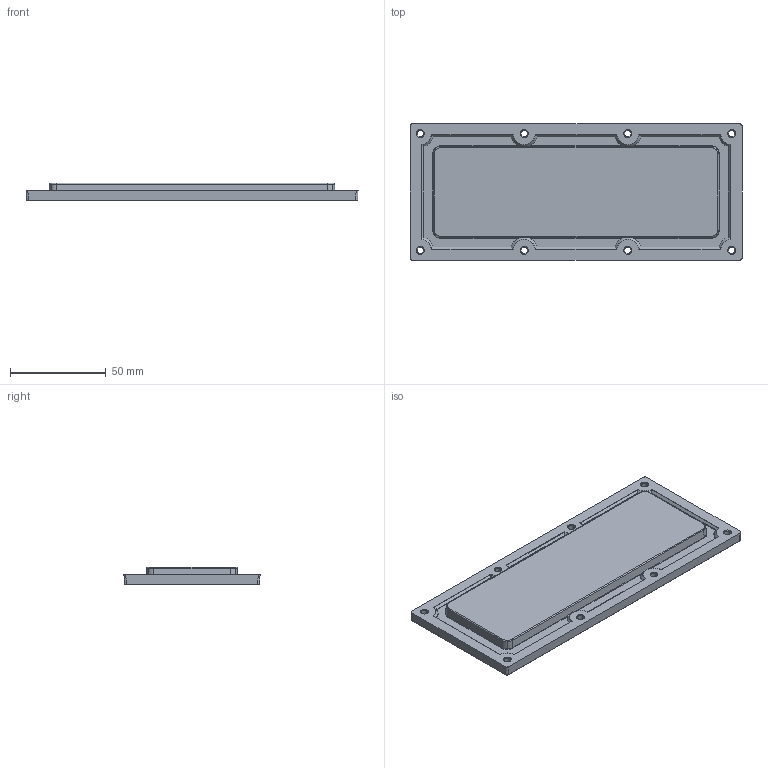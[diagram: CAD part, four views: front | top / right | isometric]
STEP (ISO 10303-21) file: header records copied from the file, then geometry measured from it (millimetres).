
FILE_DESCRIPTION (( 'STEP AP214' ), '1' );
FILE_NAME ('ﾃﾗ-ﾀﾌﾒ-HB-173 x 70-5050(12)-60.STEP', '2023-01-12T06:59:18', ( '' ), ( '' ), 'SwSTEP 2.0', 'SolidWorks 2019', '' );
FILE_SCHEMA (( 'AUTOMOTIVE_DESIGN' ));
Length unit declared in the file: millimetre
Products named in the file (1): ﾃﾗ-ﾀﾌﾒ-HB-173 x 70-5050(12)-60
Bounding box: 173.38 x 71.08 x 9.3 mm (x, y, z)
Volume: 42758.3 mm3; surface area: 34730.4 mm2
Topology: 1 solids, 1 shells, 1803 faces, 4215 edges, 2367 vertices
Faces by surface type: bspline 693, cylinder 506, plane 268, cone 158, sphere 100, torus 78
Entity records: 63332 total; most frequent: CARTESIAN_POINT 28149, ORIENTED_EDGE 8238, DIRECTION 6433, EDGE_CURVE 4119, AXIS2_PLACEMENT_3D 2604, VERTEX_POINT 2367, EDGE_LOOP 1868, FACE_OUTER_BOUND 1803
